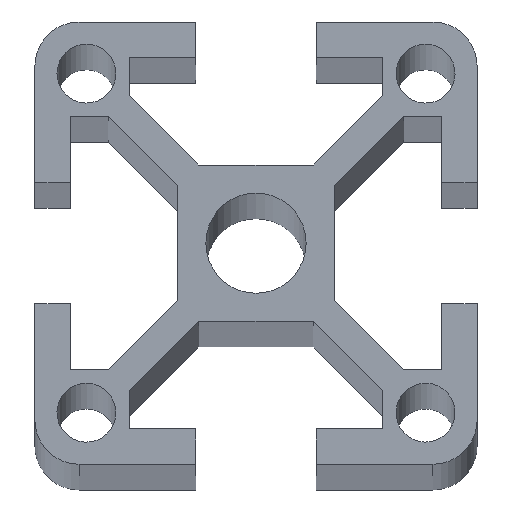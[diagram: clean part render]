
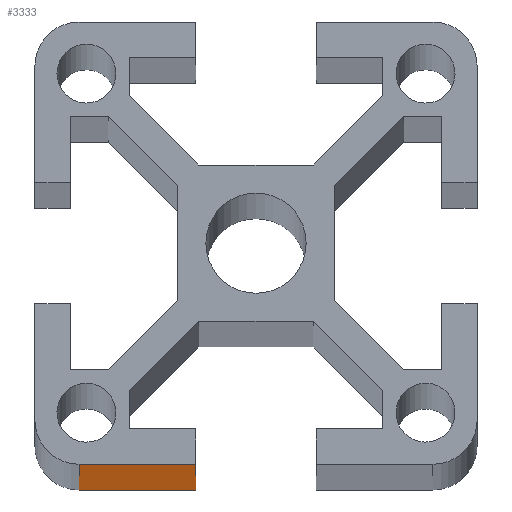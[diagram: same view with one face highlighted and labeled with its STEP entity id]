
A CAD part, top view. The second image highlights one B-rep face of the part: STEP entity #3333.
In plain terms, the highlighted planar face has unit normal (0, -1, 0).
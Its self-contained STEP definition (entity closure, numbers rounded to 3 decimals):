
#1737=ORIENTED_EDGE('',*,*,#2388,.T.);
#1738=ORIENTED_EDGE('',*,*,#2389,.F.);
#1739=ORIENTED_EDGE('',*,*,#2385,.F.);
#1740=ORIENTED_EDGE('',*,*,#2390,.T.);
#2003=VECTOR('',#2755,1.);
#2004=VECTOR('',#2762,1.);
#2005=VECTOR('',#2763,1.);
#2006=VECTOR('',#2764,1.);
#2139=LINE('',#3075,#2003);
#2140=LINE('',#3081,#2004);
#2141=LINE('',#3082,#2005);
#2142=LINE('',#3083,#2006);
#2245=VERTEX_POINT('',#3073);
#2246=VERTEX_POINT('',#3074);
#2247=VERTEX_POINT('',#3079);
#2248=VERTEX_POINT('',#3080);
#2385=EDGE_CURVE('',#2245,#2246,#2139,.T.);
#2388=EDGE_CURVE('',#2247,#2248,#2140,.T.);
#2389=EDGE_CURVE('',#2246,#2248,#2141,.T.);
#2390=EDGE_CURVE('',#2245,#2247,#2142,.T.);
#2469=EDGE_LOOP('',(#1737,#1738,#1739,#1740));
#2539=FACE_BOUND('',#2469,.T.);
#2755=DIRECTION('',(-1000.,0.,0.));
#2760=DIRECTION('',(0.,-1.,0.));
#2761=DIRECTION('',(-1.,0.,0.));
#2762=DIRECTION('',(-1000.,0.,0.));
#2763=DIRECTION('',(0.,0.,7.9));
#2764=DIRECTION('',(0.,0.,7.9));
#3073=CARTESIAN_POINT('',(1000.,-15.,-12.));
#3074=CARTESIAN_POINT('',(0.,-15.,-12.));
#3075=CARTESIAN_POINT('',(1000.,-15.,-12.));
#3078=CARTESIAN_POINT('',(1000.,-15.,-4.1));
#3079=CARTESIAN_POINT('',(1000.,-15.,-4.1));
#3080=CARTESIAN_POINT('',(0.,-15.,-4.1));
#3081=CARTESIAN_POINT('',(1000.,-15.,-4.1));
#3082=CARTESIAN_POINT('',(0.,-15.,-12.));
#3083=CARTESIAN_POINT('',(1000.,-15.,-12.));
#3218=AXIS2_PLACEMENT_3D('',#3078,#2760,#2761);
#3284=PLANE('',#3218);
#3333=ADVANCED_FACE('',(#2539),#3284,.T.);
